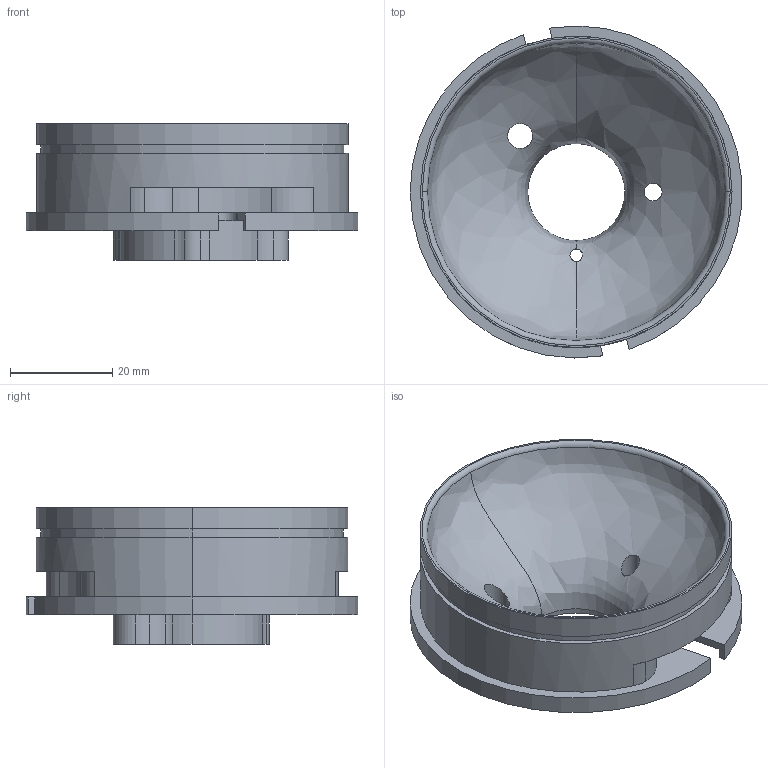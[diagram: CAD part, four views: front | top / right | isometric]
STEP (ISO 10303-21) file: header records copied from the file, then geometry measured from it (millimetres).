
FILE_DESCRIPTION (( 'STEP AP214' ), '1' );
FILE_NAME ('Tulipe SHB19_USINEE.STEP', '2019-09-21T13:18:34', ( '' ), ( '' ), 'SwSTEP 2.0', 'SolidWorks 2019', '' );
FILE_SCHEMA (( 'AUTOMOTIVE_DESIGN' ));
Length unit declared in the file: millimetre
Products named in the file (1): Tulipe SHB19_USINEE
Bounding box: 64.9 x 65 x 26.8 mm (x, y, z)
Volume: 19472.2 mm3; surface area: 15734.8 mm2
Topology: 1 solids, 1 shells, 81 faces, 222 edges, 148 vertices
Faces by surface type: cylinder 61, plane 16, bspline 2, torus 2
Entity records: 2857 total; most frequent: CARTESIAN_POINT 643, DIRECTION 501, ORIENTED_EDGE 444, EDGE_CURVE 222, AXIS2_PLACEMENT_3D 210, VERTEX_POINT 148, CIRCLE 130, EDGE_LOOP 94
